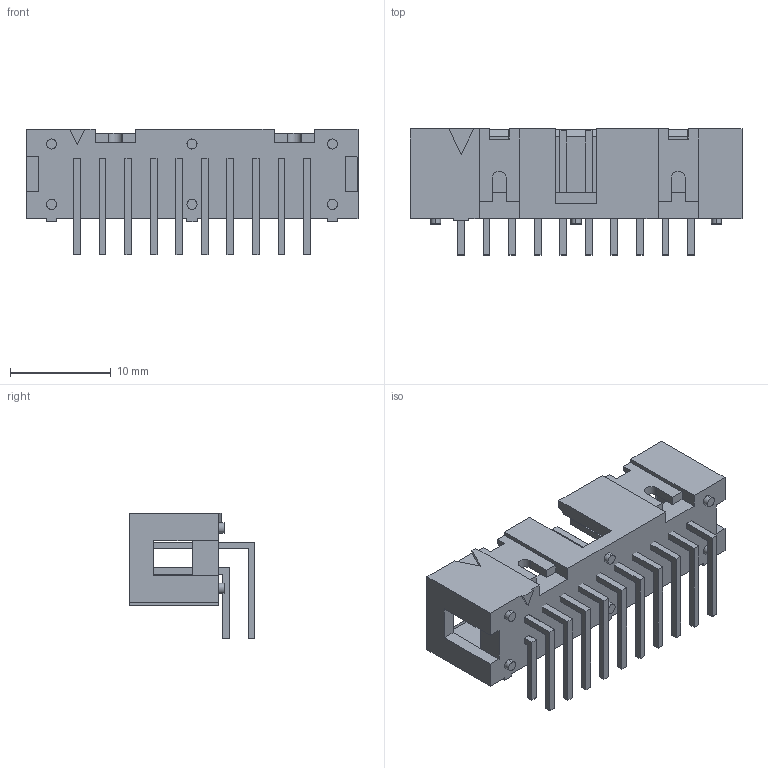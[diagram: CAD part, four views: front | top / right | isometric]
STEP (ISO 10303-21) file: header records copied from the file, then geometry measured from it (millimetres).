
FILE_DESCRIPTION (( 'STEP AP214' ), '1' );
FILE_NAME ('User Library-LP20O.STEP', '2014-03-13T14:44:20', ( 'Windows User' ), ( '' ), 'SwSTEP 2.0', 'SolidWorks 2014', '' );
FILE_SCHEMA (( 'AUTOMOTIVE_DESIGN' ));
Length unit declared in the file: millimetre
Products named in the file (3): User Library-LP20O_LP20O; User Library-LP20O_Fusion; User Library-LP20O
Assembly tree (2 placements, depth 2):
  User Library-LP20O
    User Library-LP20O_Fusion
    User Library-LP20O_LP20O
Bounding box: 33.02 x 12.52 x 12.45 mm (x, y, z)
Volume: 1432.6 mm3; surface area: 2935.1 mm2
Topology: 21 solids, 21 shells, 303 faces, 753 edges, 498 vertices
Faces by surface type: plane 289, cylinder 14
Entity records: 12449 total; most frequent: CARTESIAN_POINT 1559, ORIENTED_EDGE 1506, DIRECTION 1397, EDGE_CURVE 753, LINE 725, VECTOR 725, VERTEX_POINT 498, AXIS2_PLACEMENT_3D 336
